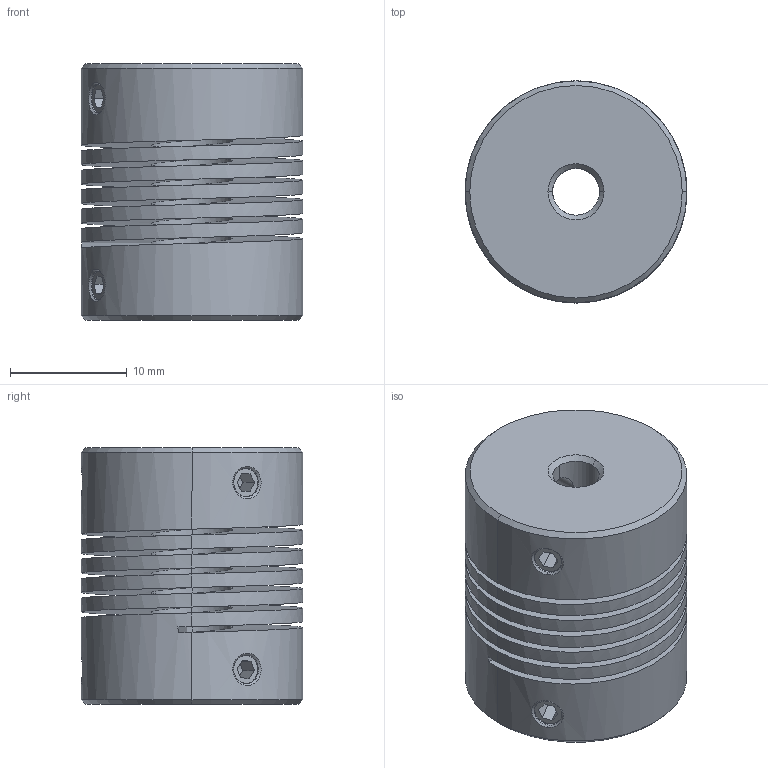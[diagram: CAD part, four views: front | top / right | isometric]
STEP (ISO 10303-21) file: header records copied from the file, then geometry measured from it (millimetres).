
FILE_DESCRIPTION(('STEP AP214'),'1');
FILE_NAME('wkas19220406.stp','2017-10-10T16:07:12',('TraceParts'),('TraceParts S.A.'),'Spatial InterOp 3D',' ',' ');
FILE_SCHEMA(('automotive_design'));
Length unit declared in the file: millimetre
Products named in the file (1): wkas19220406
Bounding box: 19 x 19 x 22 mm (x, y, z)
Volume: 4846.2 mm3; surface area: 4910.6 mm2
Topology: 1 solids, 1 shells, 155 faces, 399 edges, 240 vertices
Faces by surface type: plane 56, cylinder 47, cone 40, bspline 12
Entity records: 38101 total; most frequent: CARTESIAN_POINT 34537, ORIENTED_EDGE 766, DIRECTION 692, EDGE_CURVE 383, AXIS2_PLACEMENT_3D 259, VERTEX_POINT 240, LINE 174, VECTOR 174
